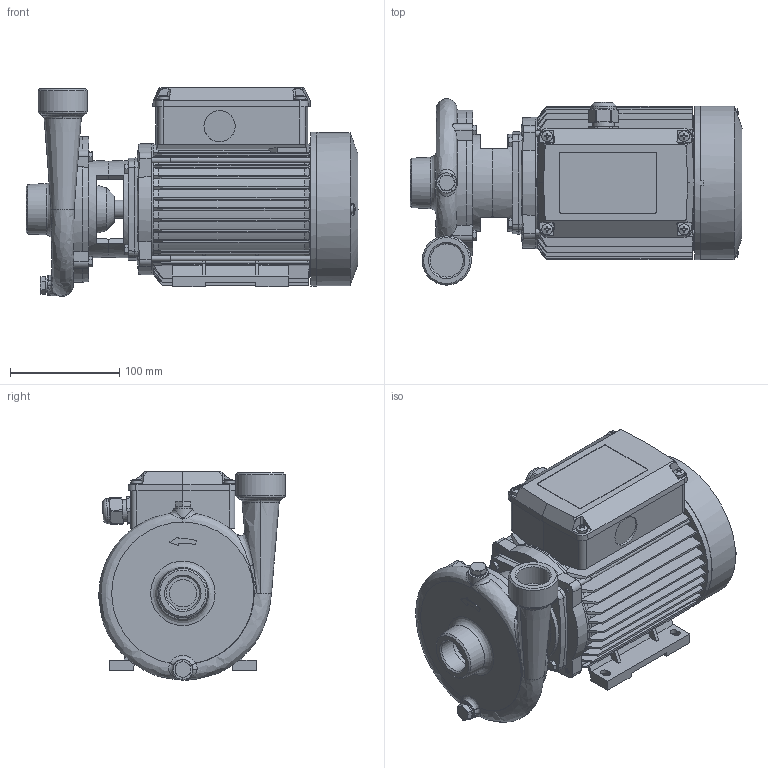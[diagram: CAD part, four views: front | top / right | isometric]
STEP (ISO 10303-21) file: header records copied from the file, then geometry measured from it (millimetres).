
FILE_DESCRIPTION(('STEP AP214'),'2;1');
FILE_NAME('4_93_476_05_REV00.stp','2013-10-08T17:55:50',(''),(''),'2012.1.115','THINKDESIGN','');
FILE_SCHEMA(('AUTOMOTIVE_DESIGN'));
Bounding box: 303.35 x 170.3 x 190.45 mm (x, y, z)
Volume: 4010635.8 mm3; surface area: 361497.9 mm2
Topology: 3 solids, 3 shells, 1137 faces, 3150 edges, 2086 vertices
Faces by surface type: plane 695, bspline 262, cylinder 180
Full cylindrical faces by diameter (mm): 4.36 x4, 5 x4, 8 x2, 10 x5, 13.25 x1, 14 x2, 14.66 x1, 16.5 x1, 18 x1, 18.06 x1, 18.16 x1, 20 x1, 20.1 x1, 20.5 x1, 23 x1, 28.5 x3, 30.291 x3, 45 x1, 120 x2, 140 x1, 140.5 x1
Entity records: 70852 total; most frequent: CARTESIAN_POINT 33124, ORIENTED_EDGE 6286, DIRECTION 4908, EDGE_CURVE 3143, VERTEX_POINT 2092, VECTOR 1852, LINE 1852, AXIS2_PLACEMENT_3D 1528
